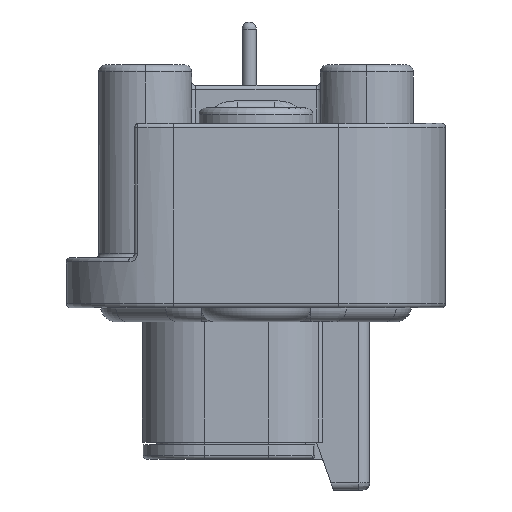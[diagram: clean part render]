
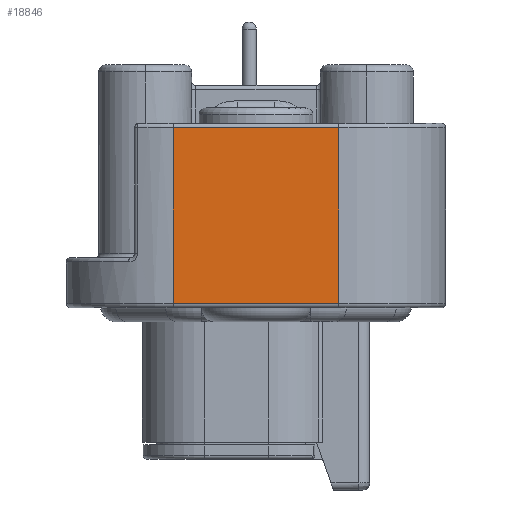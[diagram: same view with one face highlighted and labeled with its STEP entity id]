
A CAD part, front view. The second image highlights one B-rep face of the part: STEP entity #18846.
In plain terms, the highlighted planar face has unit normal (0, -1, 0).
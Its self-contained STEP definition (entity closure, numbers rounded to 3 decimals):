
#6665=DIRECTION('',(-1.,0.,0.));
#6666=VECTOR('',#6665,11.75);
#6667=CARTESIAN_POINT('',(7.25,-18.409,9.85));
#6668=LINE('',#6667,#6666);
#6669=DIRECTION('',(0.,0.,1.));
#6670=VECTOR('',#6669,12.5);
#6671=CARTESIAN_POINT('',(-4.5,-18.409,9.85));
#6672=LINE('',#6671,#6670);
#6673=DIRECTION('',(1.,0.,0.));
#6674=VECTOR('',#6673,11.75);
#6675=CARTESIAN_POINT('',(-4.5,-18.409,22.35));
#6676=LINE('',#6675,#6674);
#6677=DIRECTION('',(0.,0.,-1.));
#6678=VECTOR('',#6677,12.5);
#6679=CARTESIAN_POINT('',(7.25,-18.409,22.35));
#6680=LINE('',#6679,#6678);
#7990=CARTESIAN_POINT('',(-4.5,-18.409,22.35));
#7992=VERTEX_POINT('',#7990);
#7995=CARTESIAN_POINT('',(7.25,-18.409,22.35));
#7996=VERTEX_POINT('',#7995);
#8255=CARTESIAN_POINT('',(7.25,-18.409,9.85));
#8256=VERTEX_POINT('',#8255);
#8259=CARTESIAN_POINT('',(-4.5,-18.409,9.85));
#8260=VERTEX_POINT('',#8259);
#18834=CARTESIAN_POINT('',(-12.1,-18.409,22.65));
#18835=DIRECTION('',(0.,-1.,0.));
#18836=DIRECTION('',(0.,0.,-1.));
#18837=AXIS2_PLACEMENT_3D('',#18834,#18835,#18836);
#18838=PLANE('',#18837);
#18839=ORIENTED_EDGE('',*,*,#9481,.T.);
#18840=ORIENTED_EDGE('',*,*,#9515,.T.);
#18842=ORIENTED_EDGE('',*,*,#18841,.T.);
#18843=ORIENTED_EDGE('',*,*,#18826,.T.);
#18844=EDGE_LOOP('',(#18839,#18840,#18842,#18843));
#18845=FACE_OUTER_BOUND('',#18844,.F.);
#18846=ADVANCED_FACE('',(#18845),#18838,.T.);
#9481=EDGE_CURVE('',#8256,#8260,#6668,.T.);
#9515=EDGE_CURVE('',#8260,#7992,#6672,.T.);
#18826=EDGE_CURVE('',#7996,#8256,#6680,.T.);
#18841=EDGE_CURVE('',#7992,#7996,#6676,.T.);
